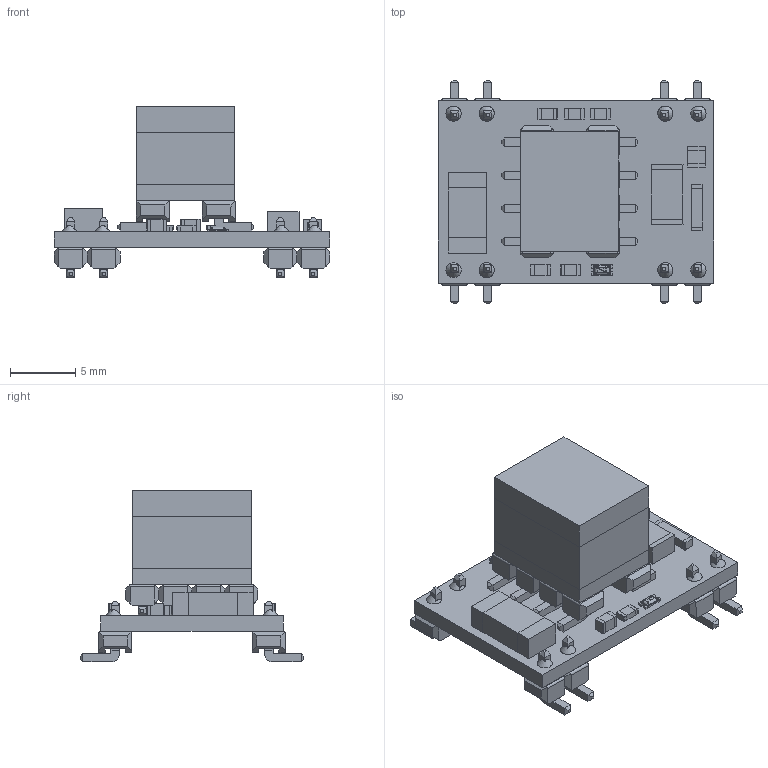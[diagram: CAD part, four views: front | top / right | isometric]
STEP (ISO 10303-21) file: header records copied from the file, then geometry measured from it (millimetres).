
FILE_DESCRIPTION(/* description */ (''),/* implementation_level */ '2;1');
FILE_NAME(/* name */ 'Ag9900M_MT.stp',/* time_stamp */ '2019-05-24T15:23:16-05:00',/* author */ (''),/* organization */ (''),/* preprocessor_version */ 'ST-DEVELOPER v16',/* originating_system */ 'SIEMENS PLM Software NX 10.0',/* authorisation */ '');
FILE_SCHEMA (('AUTOMOTIVE_DESIGN { 1 0 10303 214 3 1 1 1 }'));
Length unit declared in the file: millimetre
Products named in the file (1): Dell1210521F0ypw
Bounding box: 21.2 x 17.18 x 13.2 mm (x, y, z)
Volume: 1072.6 mm3; surface area: 1923.6 mm2
Topology: 35 solids, 35 shells, 1040 faces, 2566 edges, 1609 vertices
Faces by surface type: plane 876, cylinder 128, bspline 28, cone 8
Full cylindrical faces by diameter (mm): 1.166 x8
Entity records: 33081 total; most frequent: CARTESIAN_POINT 8183, ORIENTED_EDGE 5098, DIRECTION 4183, EDGE_CURVE 2549, LINE 1937, VECTOR 1937, VERTEX_POINT 1604, AXIS2_PLACEMENT_3D 1123
